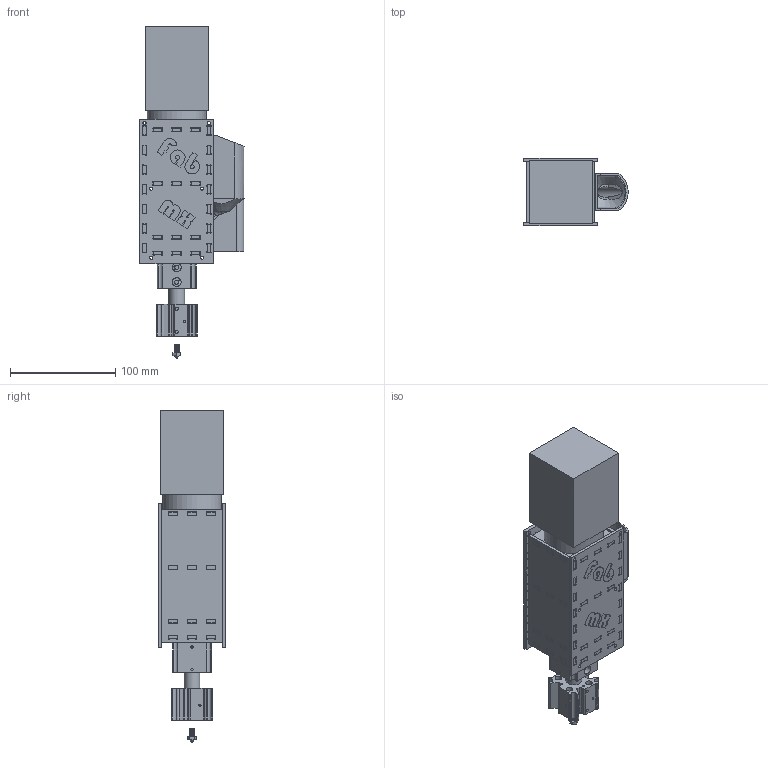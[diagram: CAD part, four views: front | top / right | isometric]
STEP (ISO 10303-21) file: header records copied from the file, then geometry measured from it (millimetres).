
FILE_DESCRIPTION(/* description */ (''),/* implementation_level */ '2;1');
FILE_NAME(/* name */ 'Extruder_NEMA23_V1.4_2_12mm.step',/* time_stamp */ '2020-05-03T16:57:10+02:00',/* author */ (''),/* organization */ (''),/* preprocessor_version */ 'ST-DEVELOPER v18.1',/* originating_system */ 'Autodesk Translation Framework v9.2.0.1227',/* authorisation */ '');
FILE_SCHEMA (('AUTOMOTIVE_DESIGN { 1 0 10303 214 3 1 1 }'));
Products named in the file (1): Extruder_NEMA23_V1.4_2_12mm
Bounding box: 99.02 x 64.2 x 315.2 mm (x, y, z)
Volume: 730811.9 mm3; surface area: 210963.9 mm2
Topology: 17 solids, 17 shells, 1446 faces, 4271 edges, 2884 vertices
Faces by surface type: plane 865, cylinder 503, bspline 57, cone 21
Full cylindrical faces by diameter (mm): 0.599 x1, 2.1 x14, 2.3 x4, 3 x18, 3.1 x20, 3.917 x8, 4.8 x1, 5 x8, 5.2 x20, 6.2 x4, 8.4 x3, 10 x1, 11.8 x1, 12 x2, 12.04 x1, 12.1 x1, 12.2 x2, 15 x1, 15.04 x1, 19.1 x1, 22 x1, 22.7 x2, 22.8 x1, 56 x1, 56.6 x1
Entity records: 63521 total; most frequent: CARTESIAN_POINT 23698, ORIENTED_EDGE 8538, DIRECTION 7907, EDGE_CURVE 4269, VERTEX_POINT 2884, LINE 2881, VECTOR 2881, AXIS2_PLACEMENT_3D 2513
